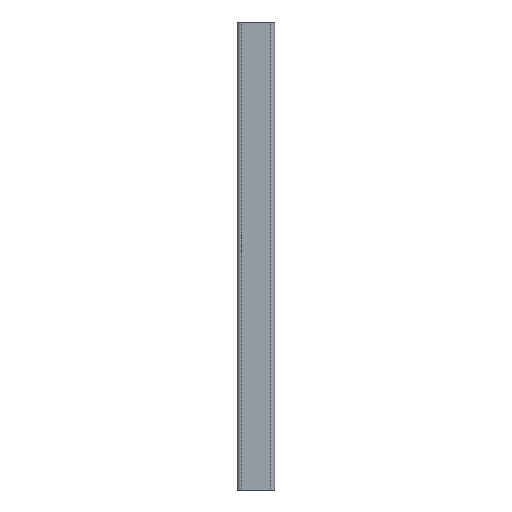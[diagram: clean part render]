
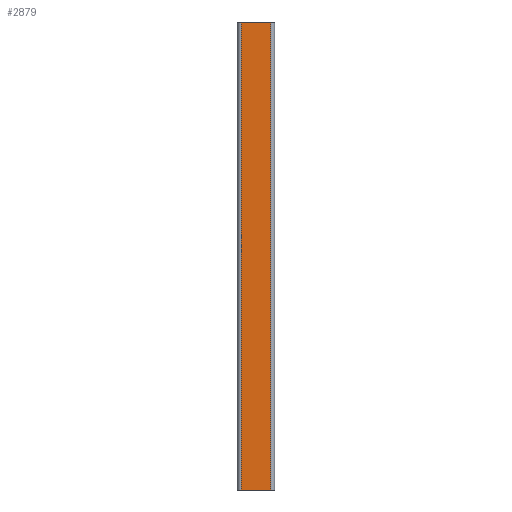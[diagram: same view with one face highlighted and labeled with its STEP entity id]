
A CAD part, front view. The second image highlights one B-rep face of the part: STEP entity #2879.
In plain terms, the highlighted planar face has unit normal (0, -1, 0).
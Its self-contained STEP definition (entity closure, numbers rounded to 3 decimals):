
#1548 = DIRECTION ( 'NONE',  ( -1., 0., 0. ) ) ;
#1549 = DIRECTION ( 'NONE',  ( 0., 1., 0. ) ) ;
#1553 = PLANE ( 'NONE',  #1564 ) ;
#1554 = DIRECTION ( 'NONE',  ( 0., 0., -1. ) ) ;
#1555 = VECTOR ( 'NONE', #1554, 1000. ) ;
#1557 = LINE ( 'NONE', #1563, #1555 ) ;
#1561 = FACE_OUTER_BOUND ( 'NONE', #2885, .T. ) ;
#1563 = CARTESIAN_POINT ( 'NONE',  ( -17530.819, -14525.615, 500. ) ) ;
#1564 = AXIS2_PLACEMENT_3D ( 'NONE', #1603, #1549, #1548 ) ;
#1583 = DIRECTION ( 'NONE',  ( 0., 0., -1. ) ) ;
#1584 = VECTOR ( 'NONE', #1583, 1000. ) ;
#1585 = CARTESIAN_POINT ( 'NONE',  ( -17562.819, -14525.615, 500. ) ) ;
#1586 = LINE ( 'NONE', #1585, #1584 ) ;
#1603 = CARTESIAN_POINT ( 'NONE',  ( -17562.819, -14525.615, 500. ) ) ;
#1837 = DIRECTION ( 'NONE',  ( 1., 0., 0. ) ) ;
#1838 = VECTOR ( 'NONE', #1837, 1000. ) ;
#1839 = CARTESIAN_POINT ( 'NONE',  ( -17562.819, -14525.615, 500. ) ) ;
#1840 = LINE ( 'NONE', #1839, #1838 ) ;
#1859 = CARTESIAN_POINT ( 'NONE',  ( -17562.819, -14525.615, 500. ) ) ;
#1888 = CARTESIAN_POINT ( 'NONE',  ( -17530.819, -14525.615, 500. ) ) ;
#2742 = ORIENTED_EDGE ( 'NONE', *, *, #2878, .F. ) ;
#2878 = EDGE_CURVE ( 'NONE', #4041, #4672, #1557, .T. ) ;
#2879 = ADVANCED_FACE ( 'NONE', ( #1561 ), #1553, .F. ) ;
#2880 = ORIENTED_EDGE ( 'NONE', *, *, #4701, .T. ) ;
#2881 = ORIENTED_EDGE ( 'NONE', *, *, #4049, .F. ) ;
#2885 = EDGE_LOOP ( 'NONE', ( #2880, #2742, #2881, #4830 ) ) ;
#2888 = EDGE_CURVE ( 'NONE', #4054, #4702, #1586, .T. ) ;
#3197 = CARTESIAN_POINT ( 'NONE',  ( -17530.819, -14525.615, 0. ) ) ;
#3404 = CARTESIAN_POINT ( 'NONE',  ( -17562.819, -14525.615, 0. ) ) ;
#3425 = LINE ( 'NONE', #3440, #3439 ) ;
#3438 = DIRECTION ( 'NONE',  ( 1., 0., 0. ) ) ;
#3439 = VECTOR ( 'NONE', #3438, 1000. ) ;
#3440 = CARTESIAN_POINT ( 'NONE',  ( -17562.819, -14525.615, 0. ) ) ;
#4041 = VERTEX_POINT ( 'NONE', #1888 ) ;
#4049 = EDGE_CURVE ( 'NONE', #4054, #4041, #1840, .T. ) ;
#4054 = VERTEX_POINT ( 'NONE', #1859 ) ;
#4672 = VERTEX_POINT ( 'NONE', #3197 ) ;
#4701 = EDGE_CURVE ( 'NONE', #4702, #4672, #3425, .T. ) ;
#4702 = VERTEX_POINT ( 'NONE', #3404 ) ;
#4830 = ORIENTED_EDGE ( 'NONE', *, *, #2888, .T. ) ;
